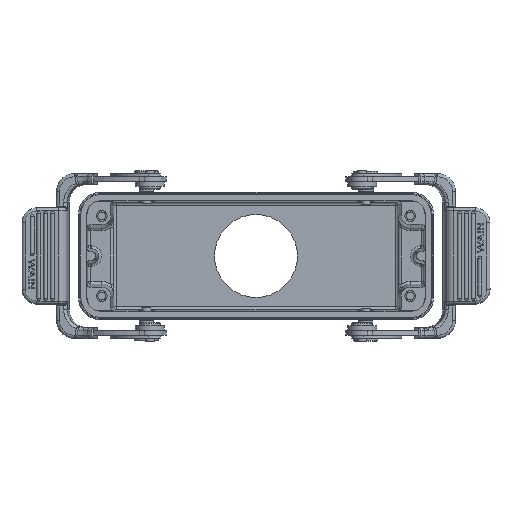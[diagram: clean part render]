
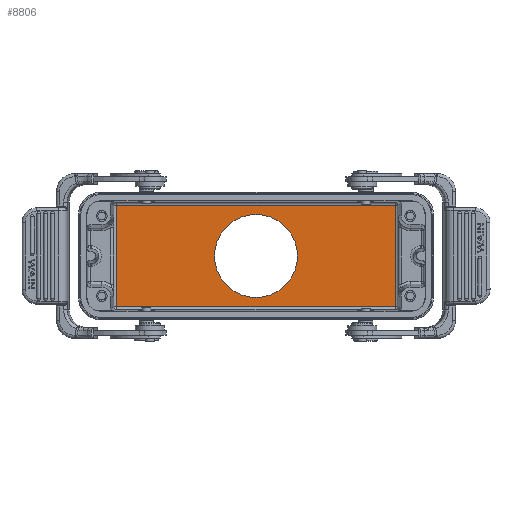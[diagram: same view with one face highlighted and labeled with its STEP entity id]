
A CAD part, front view. The second image highlights one B-rep face of the part: STEP entity #8806.
In plain terms, the highlighted planar face has unit normal (0, -1, 0).
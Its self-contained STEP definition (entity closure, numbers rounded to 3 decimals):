
#1717=PLANE('',#27301);
#3294=LINE('',#35388,#5435);
#3296=LINE('',#35398,#5437);
#3297=LINE('',#35404,#5438);
#5142=LINE('',#46977,#7361);
#5435=VECTOR('',#28254,1.);
#5437=VECTOR('',#28266,1.);
#5438=VECTOR('',#28275,1.);
#7361=VECTOR('',#33988,1.);
#8806=ADVANCED_FACE('',(#9629,#9630),#1717,.F.);
#9629=FACE_BOUND('',#11333,.T.);
#9630=FACE_BOUND('',#11334,.T.);
#11333=EDGE_LOOP('',(#18280));
#11334=EDGE_LOOP('',(#18281,#18282,#18283,#18284));
#18280=ORIENTED_EDGE('',*,*,#20708,.F.);
#18281=ORIENTED_EDGE('',*,*,#21149,.T.);
#18282=ORIENTED_EDGE('',*,*,#21146,.T.);
#18283=ORIENTED_EDGE('',*,*,#21141,.T.);
#18284=ORIENTED_EDGE('',*,*,#24191,.T.);
#18399=VERTEX_POINT('',#34083);
#18697=VERTEX_POINT('',#35389);
#18698=VERTEX_POINT('',#35390);
#18700=VERTEX_POINT('',#35399);
#18701=VERTEX_POINT('',#35405);
#20708=EDGE_CURVE('',#18399,#18399,#24225,.T.);
#21141=EDGE_CURVE('',#18697,#18698,#3294,.T.);
#21146=EDGE_CURVE('',#18700,#18697,#3296,.T.);
#21149=EDGE_CURVE('',#18701,#18700,#3297,.T.);
#24191=EDGE_CURVE('',#18698,#18701,#5142,.T.);
#24225=CIRCLE('',#25081,14.);
#25081=AXIS2_PLACEMENT_3D('',#34082,#27342,#27343);
#27301=AXIS2_PLACEMENT_3D('',#46979,#33991,#33992);
#27342=DIRECTION('',(0.,-1.,0.));
#27343=DIRECTION('',(0.,0.,1.));
#28254=DIRECTION('',(-1.,0.,0.));
#28266=DIRECTION('',(0.,0.,1.));
#28275=DIRECTION('',(1.,0.,0.));
#33988=DIRECTION('',(0.,0.,-1.));
#33991=DIRECTION('',(0.,1.,0.));
#33992=DIRECTION('',(1.,0.,0.));
#34082=CARTESIAN_POINT('',(0.,52.,0.));
#34083=CARTESIAN_POINT('',(0.,52.,14.));
#35388=CARTESIAN_POINT('',(47.,52.,17.135));
#35389=CARTESIAN_POINT('',(47.,52.,17.135));
#35390=CARTESIAN_POINT('',(-47.,52.,17.135));
#35398=CARTESIAN_POINT('',(47.,52.,-17.135));
#35399=CARTESIAN_POINT('',(47.,52.,-17.135));
#35404=CARTESIAN_POINT('',(-47.,52.,-17.135));
#35405=CARTESIAN_POINT('',(-47.,52.,-17.135));
#46977=CARTESIAN_POINT('',(-47.,52.,17.135));
#46979=CARTESIAN_POINT('',(57.,52.,-18.5));
